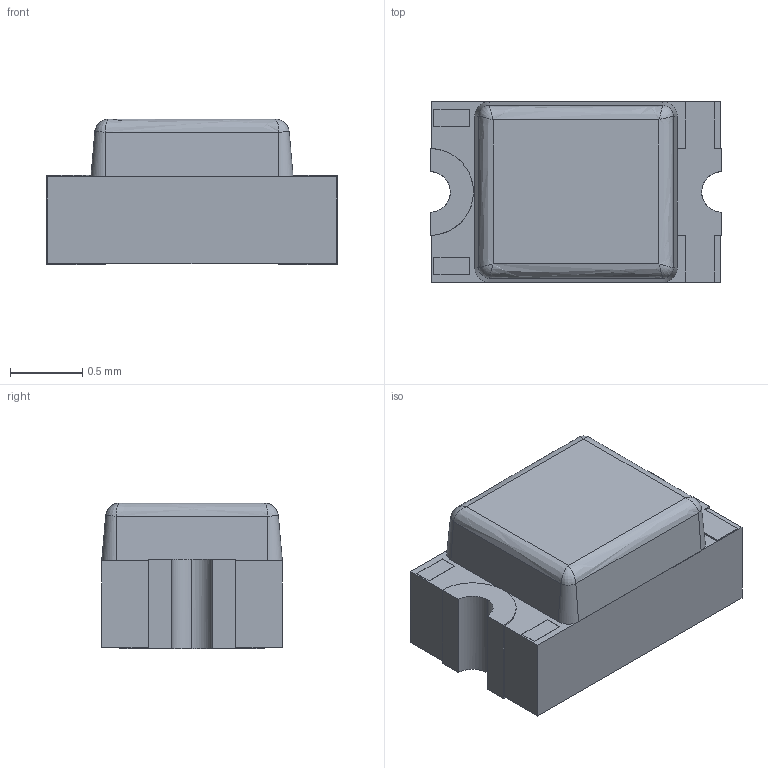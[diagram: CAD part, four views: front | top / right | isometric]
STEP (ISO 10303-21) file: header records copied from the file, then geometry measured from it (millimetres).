
FILE_DESCRIPTION(('Open CASCADE Model'),'2;1');
FILE_NAME('Open CASCADE Shape Model','2025-11-22T00:33:34',('Author'),( 'Open CASCADE'),'Open CASCADE STEP processor 7.9','Open CASCADE 7.9' ,'Unknown');
FILE_SCHEMA(('AUTOMOTIVE_DESIGN { 1 0 10303 214 1 1 1 1 }'));
Length unit declared in the file: millimetre
Products named in the file (1): COMPOUND
Bounding box: 2.02 x 1.25 x 1.01 mm (x, y, z)
Volume: 2.1 mm3; surface area: 18.3 mm2
Topology: 4 solids, 4 shells, 154 faces, 396 edges, 256 vertices
Faces by surface type: bspline 154
Entity records: 6873 total; most frequent: CARTESIAN_POINT 3379, ORIENTED_EDGE 784, EDGE_CURVE 392, B_SPLINE_CURVE_WITH_KNOTS 360, VERTEX_POINT 256, FACE_BOUND 164, EDGE_LOOP 164, ADVANCED_FACE 154
